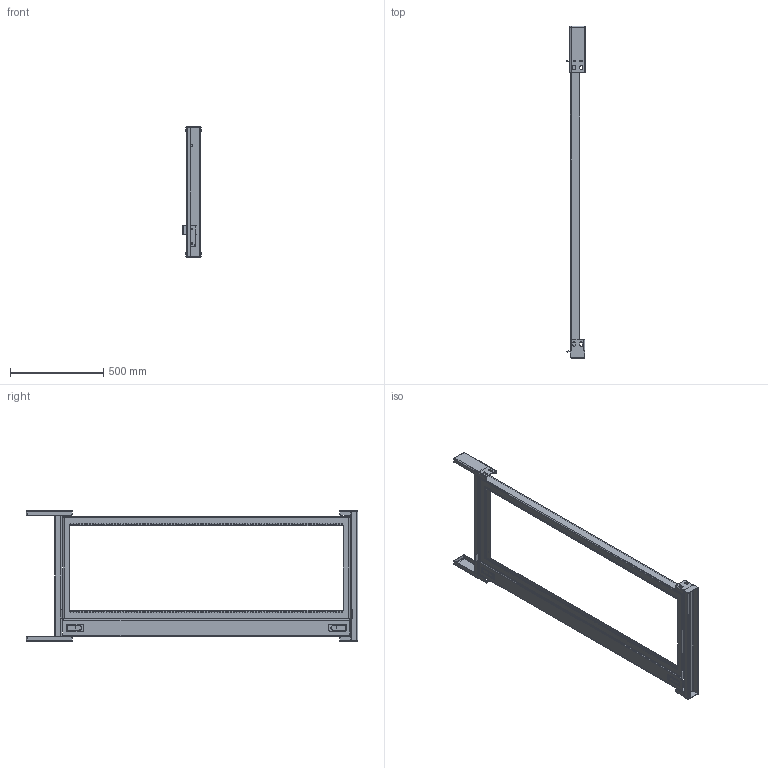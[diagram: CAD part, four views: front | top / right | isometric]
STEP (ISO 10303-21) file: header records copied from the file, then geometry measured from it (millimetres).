
FILE_DESCRIPTION (( 'STEP AP214' ), '1' );
FILE_NAME ('SCE-7230SOF19.STEP', '2021-02-04T16:10:48', ( '' ), ( '' ), 'SwSTEP 2.0', 'SolidWorks 2019', '' );
FILE_SCHEMA (( 'AUTOMOTIVE_DESIGN' ));
Length unit declared in the file: inch
Products named in the file (1): SCE-7230SOF19
Bounding box: 99.56 x 1777.89 x 700.09 mm (x, y, z)
Volume: 3203606.2 mm3; surface area: 2082834.5 mm2
Topology: 36 solids, 36 shells, 1705 faces, 4203 edges, 2807 vertices
Faces by surface type: plane 1081, cylinder 438, bspline 138, cone 40, sphere 8
Full cylindrical faces by diameter (mm): 4.064 x4, 4.75 x2, 4.762 x1, 4.763 x1, 4.775 x9, 4.826 x9, 4.902 x9, 6.299 x4, 6.35 x4, 6.502 x9, 7.137 x198, 7.95 x4, 8.56 x4, 12.7 x2, 12.776 x1, 13.487 x1
Entity records: 75398 total; most frequent: CARTESIAN_POINT 15639, ORIENTED_EDGE 7526, DIRECTION 7028, EDGE_CURVE 3763, AXIS2_PLACEMENT_3D 2724, VERTEX_POINT 2677, EDGE_LOOP 2346, FACE_OUTER_BOUND 1967
